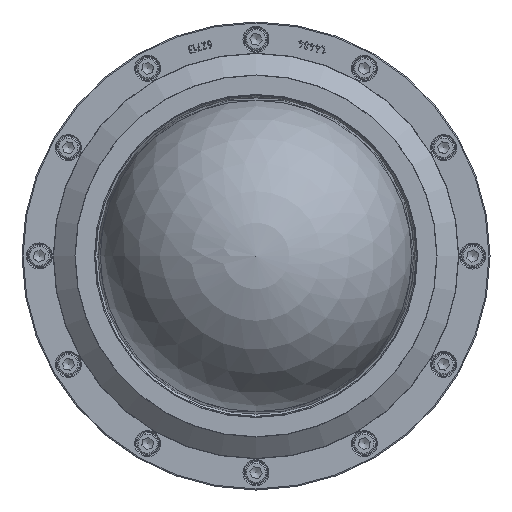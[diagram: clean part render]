
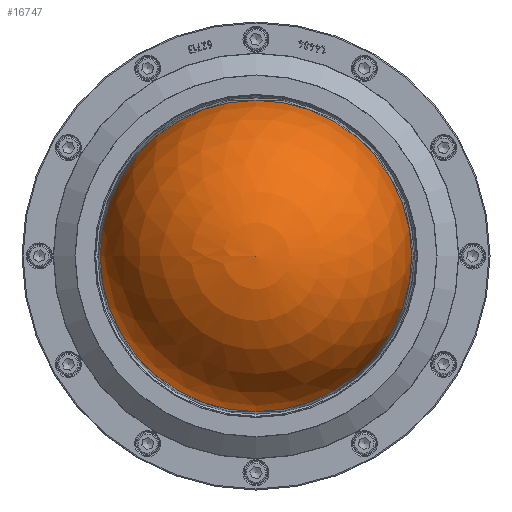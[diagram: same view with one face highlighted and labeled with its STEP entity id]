
A CAD part, front view. The second image highlights one B-rep face of the part: STEP entity #16747.
In plain terms, the highlighted spherical face has radius 72 mm.
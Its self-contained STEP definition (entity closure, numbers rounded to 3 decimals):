
#19=SPHERICAL_SURFACE('',#18228,72.);
#2048=CIRCLE('',#18229,71.825);
#2049=CIRCLE('',#18230,72.);
#3172=FACE_OUTER_BOUND('',#4273,.T.);
#4273=EDGE_LOOP('',(#14321,#14322,#14323));
#7918=VERTEX_POINT('',#30543);
#7919=VERTEX_POINT('',#30545);
#10115=EDGE_CURVE('',#7918,#7918,#2048,.T.);
#10116=EDGE_CURVE('',#7919,#7918,#2049,.T.);
#14321=ORIENTED_EDGE('',*,*,#10115,.T.);
#14322=ORIENTED_EDGE('',*,*,#10116,.F.);
#14323=ORIENTED_EDGE('',*,*,#10116,.T.);
#16747=ADVANCED_FACE('',(#3172),#19,.T.);
#18228=AXIS2_PLACEMENT_3D('',#30542,#21385,#21386);
#18229=AXIS2_PLACEMENT_3D('',#30544,#21387,#21388);
#18230=AXIS2_PLACEMENT_3D('',#30546,#21389,#21390);
#21385=DIRECTION('center_axis',(0.,0.,1.));
#21386=DIRECTION('ref_axis',(-1.,0.,0.));
#21387=DIRECTION('center_axis',(0.,0.,1.));
#21388=DIRECTION('ref_axis',(1.,0.,0.));
#21389=DIRECTION('center_axis',(0.,1.,0.));
#21390=DIRECTION('ref_axis',(1.,0.,0.));
#30542=CARTESIAN_POINT('Origin',(0.,0.,48.308));
#30543=CARTESIAN_POINT('',(71.825,0.,53.331));
#30544=CARTESIAN_POINT('Origin',(0.,0.,53.331));
#30545=CARTESIAN_POINT('',(0.,0.,120.308));
#30546=CARTESIAN_POINT('Origin',(0.,0.,48.308));
